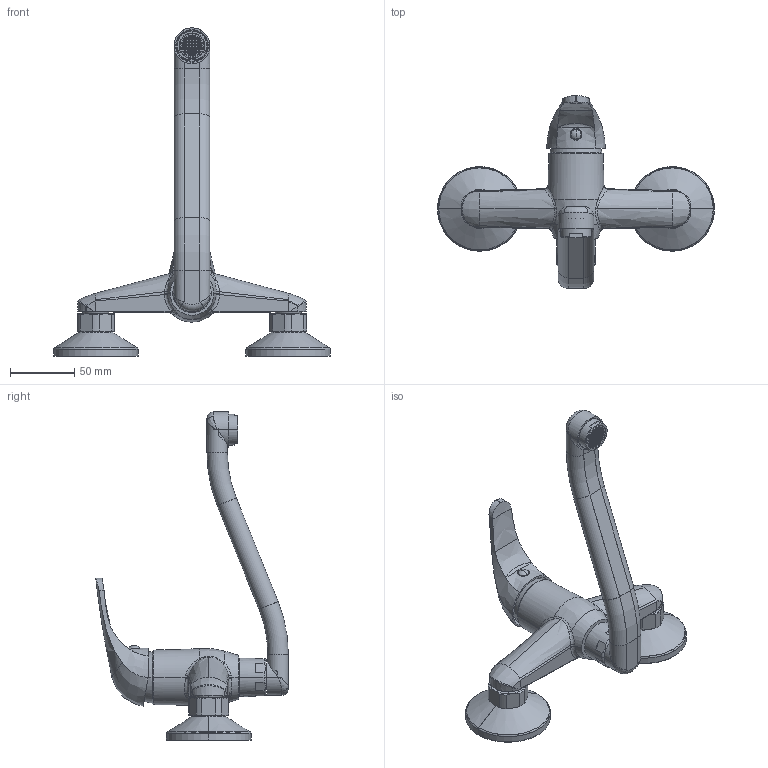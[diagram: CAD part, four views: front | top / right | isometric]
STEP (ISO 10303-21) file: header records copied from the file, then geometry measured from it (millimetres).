
FILE_DESCRIPTION((''),'2;1');
FILE_NAME('APM3161CR','2021-11-03T14:35:22',('ut3'),('PAFFONI SpA'),'CREO PARAMETRIC BY PTC INC, 2020044','CREO PARAMETRIC BY PTC INC, 2020044','');
FILE_SCHEMA(('CONFIG_CONTROL_DESIGN','SHAPE_APPEARANCE_LAYERS_GROUPS'));
Length unit declared in the file: millimetre
Products named in the file (1): APM3161CR
Bounding box: 216 x 150.3 x 256 mm (x, y, z)
Volume: 158305.4 mm3; surface area: 145946.3 mm2
Topology: 5 solids, 5 shells, 3010 faces, 8586 edges, 5549 vertices
Faces by surface type: plane 2151, cylinder 411, bspline 161, torus 156, cone 110, sphere 21
Entity records: 120436 total; most frequent: CARTESIAN_POINT 29467, ORIENTED_EDGE 17130, DIRECTION 15783, EDGE_CURVE 8565, VERTEX_POINT 5547, VECTOR 5271, LINE 5271, AXIS2_PLACEMENT_3D 5256
